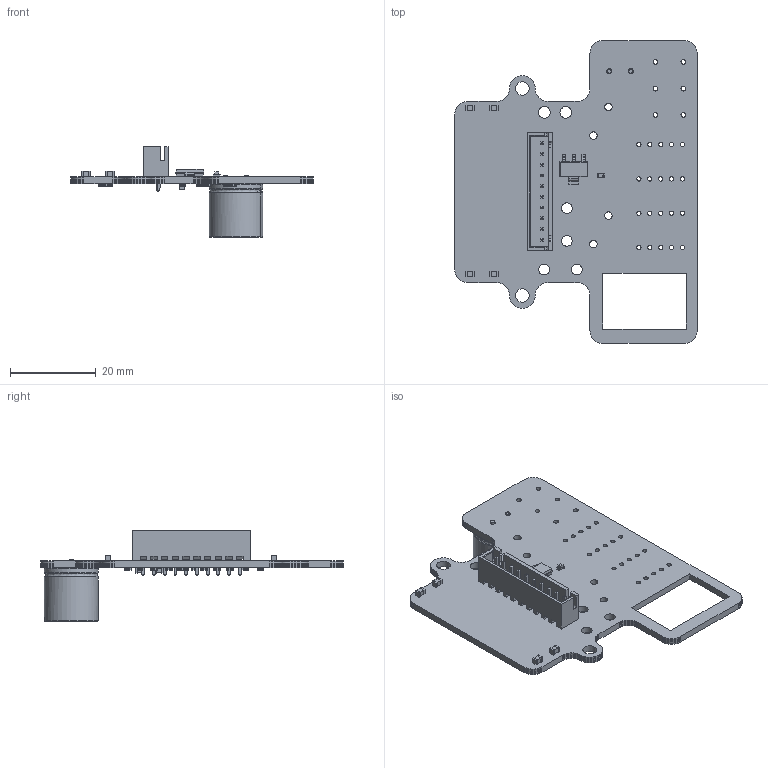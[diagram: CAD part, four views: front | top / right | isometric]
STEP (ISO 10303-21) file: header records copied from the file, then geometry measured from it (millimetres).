
FILE_DESCRIPTION(('KiCad electronic assembly'),'2;1');
FILE_NAME('Power-unit.step','2024-09-18T20:12:36',('Pcbnew'),('Kicad'), 'Open CASCADE STEP processor 7.6','KiCad to STEP converter','Unknown' );
FILE_SCHEMA(('AUTOMOTIVE_DESIGN { 1 0 10303 214 1 1 1 1 }'));
Length unit declared in the file: millimetre
Products named in the file (14): Power-unit 1; JST_XH_B10B-XH-A_1x10_P2.50mm_Vertical; SOLID; C_0805_2012Metric; LED_0603_1608Metric; SOT-223; R_1206_3216Metric; CP_Radial_D12.5mm_P5.00mm; Power-unit PCB
Assembly tree (36 placements, depth 3):
  Power-unit 1
    JST_XH_B10B-XH-A_1x10_P2.50mm_Vertical
      SOLID
    C_0805_2012Metric  x6
      SOLID
    LED_0603_1608Metric
      SOLID
    SOT-223
      SOLID
    R_1206_3216Metric  x19
      SOLID
    CP_Radial_D12.5mm_P5.00mm
      SOLID
    Power-unit PCB
Bounding box: 56.52 x 70.57 x 21.18 mm (x, y, z)
Volume: 6589.9 mm3; surface area: 9161.5 mm2
Topology: 30 solids, 31 shells, 1416 faces, 3765 edges, 2448 vertices
Faces by surface type: plane 1068, cylinder 317, bspline 23, revolution 6, torus 2
Full cylindrical faces by diameter (mm): 0.9 x2, 0.95 x10, 1 x20, 1.1 x6, 1.2 x2, 1.75 x4, 2.5 x4, 2.7 x2, 3.2 x2
Entity records: 59754 total; most frequent: CARTESIAN_POINT 11823, DIRECTION 8133, LINE 5933, VECTOR 5933, ORIENTED_EDGE 4362, PCURVE 4362, DEFINITIONAL_REPRESENTATION 4362, EDGE_CURVE 2181
